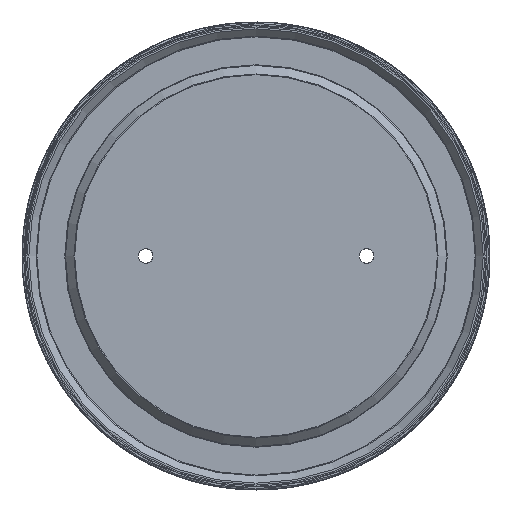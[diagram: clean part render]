
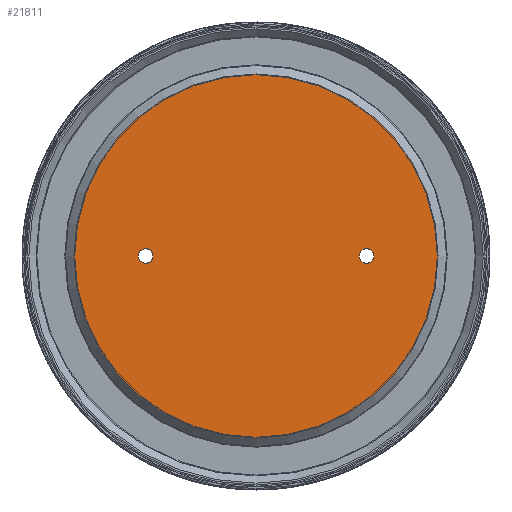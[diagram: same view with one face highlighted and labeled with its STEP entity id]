
A CAD part, front view. The second image highlights one B-rep face of the part: STEP entity #21811.
In plain terms, the highlighted planar face has unit normal (0, -1, 0).
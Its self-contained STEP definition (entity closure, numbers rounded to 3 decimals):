
#21618=CARTESIAN_POINT('',(-64.,49.,0.));
#21619=VERTEX_POINT('',#21618);
#21620=CARTESIAN_POINT('',(-60.,49.,0.0));
#21621=DIRECTION('',(0.0,1.0,0.0));
#21622=DIRECTION('',(1.0,0.0,0.0));
#21623=AXIS2_PLACEMENT_3D('',#21620,#21621,#21622);
#21624=CIRCLE('',#21623,4.0);
#21625=EDGE_CURVE('',#21619,#21619,#21624,.T.);
#21646=CARTESIAN_POINT('',(56.,49.,0.));
#21647=VERTEX_POINT('',#21646);
#21648=CARTESIAN_POINT('',(60.,49.,0.0));
#21649=DIRECTION('',(0.0,1.0,0.0));
#21650=DIRECTION('',(1.0,0.0,0.0));
#21651=AXIS2_PLACEMENT_3D('',#21648,#21649,#21650);
#21652=CIRCLE('',#21651,4.0);
#21653=EDGE_CURVE('',#21647,#21647,#21652,.T.);
#21782=CARTESIAN_POINT('',(98.964,49.,0.0));
#21783=VERTEX_POINT('',#21782);
#21784=CARTESIAN_POINT('',(0.,49.,0.0));
#21785=DIRECTION('',(0.0,-1.0,0.0));
#21786=DIRECTION('',(1.0,0.0,0.0));
#21787=AXIS2_PLACEMENT_3D('',#21784,#21785,#21786);
#21788=CIRCLE('',#21787,98.964);
#21789=EDGE_CURVE('',#21783,#21783,#21788,.T.);
#21797=CARTESIAN_POINT('',(49.482,49.,0.0));
#21798=DIRECTION('',(0.0,-1.0,0.0));
#21799=DIRECTION('',(0.0,0.0,-1.0));
#21800=AXIS2_PLACEMENT_3D('',#21797,#21798,#21799);
#21801=PLANE('',#21800);
#21802=ORIENTED_EDGE('',*,*,#21789,.T.);
#21803=EDGE_LOOP('',(#21802));
#21804=FACE_OUTER_BOUND('',#21803,.T.);
#21805=ORIENTED_EDGE('',*,*,#21625,.T.);
#21806=EDGE_LOOP('',(#21805));
#21807=FACE_BOUND('',#21806,.T.);
#21808=ORIENTED_EDGE('',*,*,#21653,.T.);
#21809=EDGE_LOOP('',(#21808));
#21810=FACE_BOUND('',#21809,.T.);
#21811=ADVANCED_FACE('',(#21804,#21807,#21810),#21801,.T.);
